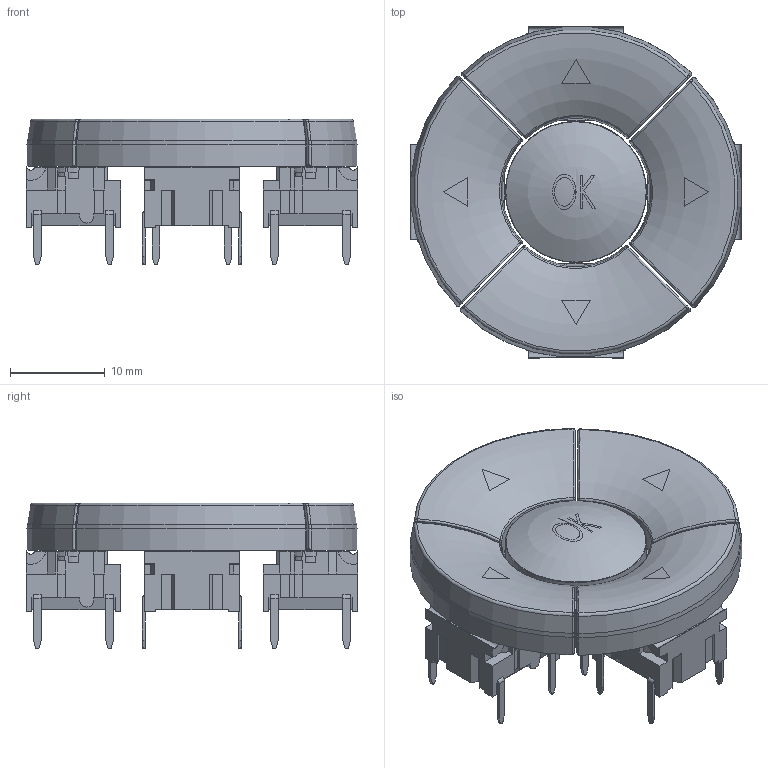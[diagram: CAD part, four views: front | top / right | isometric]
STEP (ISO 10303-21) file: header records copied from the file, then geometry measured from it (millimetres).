
FILE_DESCRIPTION((' '),'2;1');
FILE_NAME( 'Multimec 5G (THD).stp', '2022-09-01T12:27:52', (' '), ('--- Datakit www.datakit.com---'), ' Datakit CrossCadWare V2022.3 Jun 15 2022', 'DATAKIT 2022 (c)', ' ');
FILE_SCHEMA(('AP242_MANAGED_MODEL_BASED_3D_ENGINEERING_MIM_LF { 1 0 10303 442 1 1 4 }'));
Length unit declared in the file: millimetre
Products named in the file (4): SW-1ZB09D13606; SW-1ZCS0911806; SW-5GTH935; Multimec 5G (THD)
Assembly tree (10 placements, depth 2):
  Multimec 5G (THD)
    SW-1ZB09D13606  x4
    SW-1ZCS0911806
    SW-5GTH935  x5
Bounding box: 35 x 35 x 15.39 mm (x, y, z)
Volume: 6287.2 mm3; surface area: 6253.9 mm2
Topology: 10 solids, 10 shells, 2142 faces, 6218 edges, 4062 vertices
Faces by surface type: plane 1444, cylinder 402, bspline 203, cone 68, torus 17, revolution 8
Full cylindrical faces by diameter (mm): 0.031 x1, 14.9 x1
Entity records: 17041 total; most frequent: CARTESIAN_POINT 5035, ORIENTED_EDGE 2540, DIRECTION 2206, EDGE_CURVE 1270, VECTOR 886, LINE 886, VERTEX_POINT 834, AXIS2_PLACEMENT_3D 659
